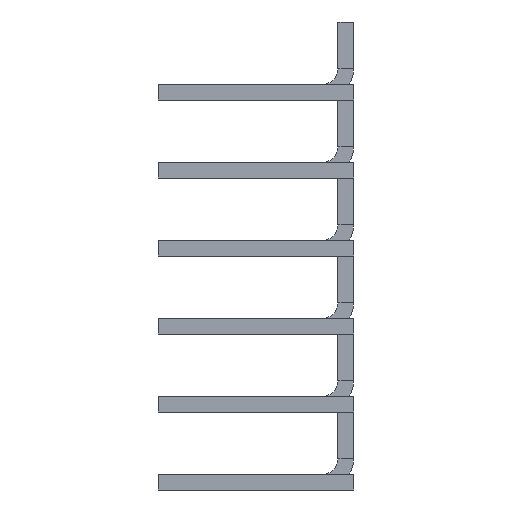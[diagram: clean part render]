
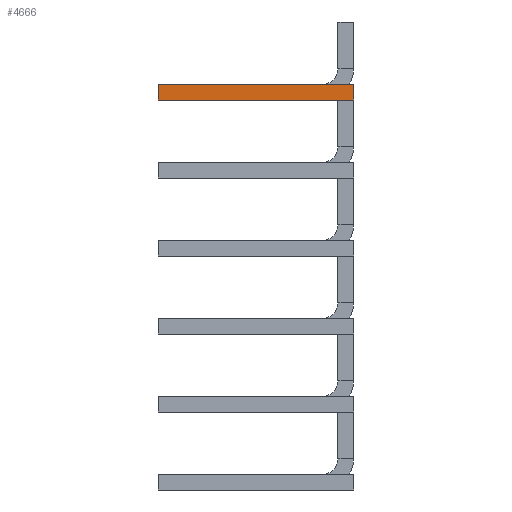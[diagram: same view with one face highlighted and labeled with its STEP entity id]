
A CAD part, left-side view. The second image highlights one B-rep face of the part: STEP entity #4666.
In plain terms, the highlighted planar face has unit normal (-1, 0, 0).
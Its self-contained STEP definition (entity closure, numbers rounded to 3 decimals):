
#109 = LINE ( 'NONE', #1900, #504 ) ;
#226 = EDGE_CURVE ( 'NONE', #1745, #8058, #5038, .T. ) ;
#330 = ORIENTED_EDGE ( 'NONE', *, *, #226, .T. ) ;
#504 = VECTOR ( 'NONE', #5120, 1000. ) ;
#819 = CARTESIAN_POINT ( 'NONE',  ( -241.5, 25., 0. ) ) ;
#1074 = VERTEX_POINT ( 'NONE', #2798 ) ;
#1196 = CARTESIAN_POINT ( 'NONE',  ( -241.5, 30., 2. ) ) ;
#1470 = VECTOR ( 'NONE', #3182, 1000. ) ;
#1745 = VERTEX_POINT ( 'NONE', #819 ) ;
#1900 = CARTESIAN_POINT ( 'NONE',  ( -241.5, 30., 2. ) ) ;
#1984 = DIRECTION ( 'NONE',  ( 0., 0., 1. ) ) ;
#2064 = VECTOR ( 'NONE', #1984, 1000. ) ;
#2221 = EDGE_LOOP ( 'NONE', ( #4603, #330, #8129, #5468 ) ) ;
#2309 = AXIS2_PLACEMENT_3D ( 'NONE', #1196, #5020, #5611 ) ;
#2626 = CARTESIAN_POINT ( 'NONE',  ( -241.5, 25., 2. ) ) ;
#2653 = DIRECTION ( 'NONE',  ( 0., 0., 1. ) ) ;
#2704 = EDGE_CURVE ( 'NONE', #5490, #1074, #109, .T. ) ;
#2798 = CARTESIAN_POINT ( 'NONE',  ( -241.5, 0., 2. ) ) ;
#2987 = LINE ( 'NONE', #2626, #4375 ) ;
#3182 = DIRECTION ( 'NONE',  ( 0., -1., 0. ) ) ;
#4375 = VECTOR ( 'NONE', #2653, 1000. ) ;
#4603 = ORIENTED_EDGE ( 'NONE', *, *, #8147, .F. ) ;
#4666 = ADVANCED_FACE ( 'NONE', ( #7118 ), #4967, .T. ) ;
#4825 = EDGE_CURVE ( 'NONE', #8058, #1074, #6705, .T. ) ;
#4967 = PLANE ( 'NONE',  #2309 ) ;
#5020 = DIRECTION ( 'NONE',  ( -1., 0., 0. ) ) ;
#5038 = LINE ( 'NONE', #6979, #1470 ) ;
#5120 = DIRECTION ( 'NONE',  ( 0., -1., 0. ) ) ;
#5468 = ORIENTED_EDGE ( 'NONE', *, *, #2704, .F. ) ;
#5490 = VERTEX_POINT ( 'NONE', #6615 ) ;
#5611 = DIRECTION ( 'NONE',  ( 0., -1., 0. ) ) ;
#5774 = CARTESIAN_POINT ( 'NONE',  ( -241.5, 0., 2. ) ) ;
#6615 = CARTESIAN_POINT ( 'NONE',  ( -241.5, 25., 2. ) ) ;
#6705 = LINE ( 'NONE', #5774, #2064 ) ;
#6979 = CARTESIAN_POINT ( 'NONE',  ( -241.5, 0., 0. ) ) ;
#7118 = FACE_OUTER_BOUND ( 'NONE', #2221, .T. ) ;
#7498 = CARTESIAN_POINT ( 'NONE',  ( -241.5, 0., 0. ) ) ;
#8058 = VERTEX_POINT ( 'NONE', #7498 ) ;
#8129 = ORIENTED_EDGE ( 'NONE', *, *, #4825, .T. ) ;
#8147 = EDGE_CURVE ( 'NONE', #1745, #5490, #2987, .T. ) ;
